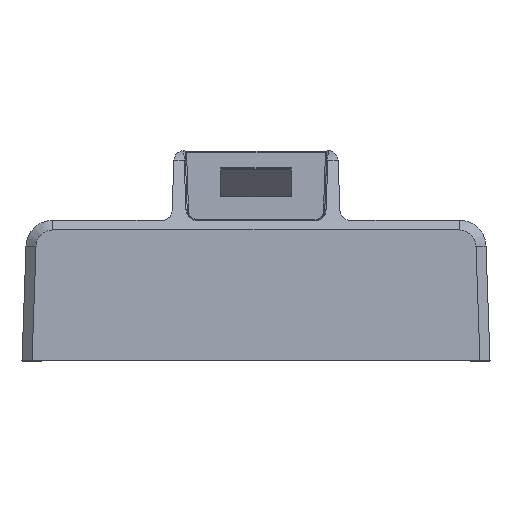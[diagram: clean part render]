
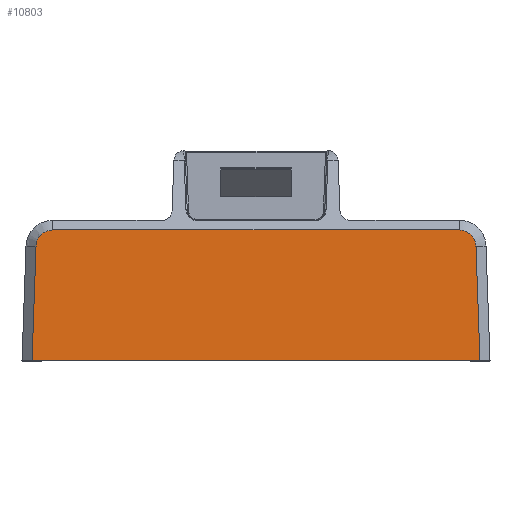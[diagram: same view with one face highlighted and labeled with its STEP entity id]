
A CAD part, top view. The second image highlights one B-rep face of the part: STEP entity #10803.
In plain terms, the highlighted planar face has unit normal (0, 0.035, 0.999).
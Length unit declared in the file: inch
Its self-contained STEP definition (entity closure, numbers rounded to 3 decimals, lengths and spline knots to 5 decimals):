
#495=PLANE('',#11663);
#1743=LINE('',#21849,#2850);
#1746=LINE('',#21900,#2853);
#1748=LINE('',#21964,#2855);
#1749=LINE('',#21966,#2856);
#2850=VECTOR('',#14436,0.85572);
#2853=VECTOR('',#14441,3.04051);
#2855=VECTOR('',#14447,0.85566);
#2856=VECTOR('',#14450,3.34991);
#3475=FACE_OUTER_BOUND('',#4044,.T.);
#4044=EDGE_LOOP('',(#10241,#10242,#10243,#10244,#10245,#10246));
#4175=B_SPLINE_CURVE_WITH_KNOTS('',3,(#21892,#21893,#21894,#21895,#21896),
 .UNSPECIFIED.,.F.,.F.,(4,1,4),(0.,0.00242,
0.00485),.UNSPECIFIED.);
#4176=B_SPLINE_CURVE_WITH_KNOTS('',3,(#21951,#21952,#21953,#21954,#21955,
#21956,#21957,#21958,#21959,#21960),.UNSPECIFIED.,.F.,.F.,(4,2,2,2,4),(0.,
0.14919,0.32118,0.49321,0.62194),
 .UNSPECIFIED.);
#5474=VERTEX_POINT('',#21845);
#5475=VERTEX_POINT('',#21847);
#5476=VERTEX_POINT('',#21890);
#5477=VERTEX_POINT('',#21898);
#5478=VERTEX_POINT('',#21949);
#5479=VERTEX_POINT('',#21962);
#7059=EDGE_CURVE('',#5474,#5475,#1743,.T.);
#7061=EDGE_CURVE('',#5475,#5476,#4175,.T.);
#7063=EDGE_CURVE('',#5476,#5477,#1746,.T.);
#7065=EDGE_CURVE('',#5477,#5478,#4176,.T.);
#7067=EDGE_CURVE('',#5478,#5479,#1748,.T.);
#7068=EDGE_CURVE('',#5479,#5474,#1749,.T.);
#10241=ORIENTED_EDGE('',*,*,#7067,.T.);
#10242=ORIENTED_EDGE('',*,*,#7068,.T.);
#10243=ORIENTED_EDGE('',*,*,#7059,.T.);
#10244=ORIENTED_EDGE('',*,*,#7061,.T.);
#10245=ORIENTED_EDGE('',*,*,#7063,.T.);
#10246=ORIENTED_EDGE('',*,*,#7065,.T.);
#10803=ADVANCED_FACE('',(#3475),#495,.T.);
#11663=AXIS2_PLACEMENT_3D('',#21967,#14451,#14452);
#14436=DIRECTION('',(-0.035,0.999,-0.035));
#14441=DIRECTION('',(-1.,0.,0.));
#14447=DIRECTION('',(-0.035,-0.999,0.035));
#14450=DIRECTION('',(1.,0.,0.));
#14451=DIRECTION('center_axis',(0.,0.035,0.999));
#14452=DIRECTION('ref_axis',(1.,0.,0.));
#21845=CARTESIAN_POINT('',(1.67495,0.,1.95825));
#21847=CARTESIAN_POINT('',(1.64511,0.85468,1.9284));
#21849=CARTESIAN_POINT('',(1.67495,0.,1.95825));
#21890=CARTESIAN_POINT('',(1.52028,0.97523,1.92419));
#21892=CARTESIAN_POINT('Ctrl Pts',(1.64511,0.85468,1.9284));
#21893=CARTESIAN_POINT('Ctrl Pts',(1.64411,0.88668,1.92729));
#21894=CARTESIAN_POINT('Ctrl Pts',(1.61589,0.9494,1.9251));
#21895=CARTESIAN_POINT('Ctrl Pts',(1.55229,0.97521,1.92419));
#21896=CARTESIAN_POINT('Ctrl Pts',(1.52028,0.97523,1.92419));
#21898=CARTESIAN_POINT('',(-1.52023,0.97523,1.92419));
#21900=CARTESIAN_POINT('',(1.52028,0.97523,1.92419));
#21949=CARTESIAN_POINT('',(-1.64511,0.85462,1.92841));
#21951=CARTESIAN_POINT('Ctrl Pts',(-1.52023,0.97523,
1.92419));
#21952=CARTESIAN_POINT('Ctrl Pts',(-1.53981,0.97523,
1.92419));
#21953=CARTESIAN_POINT('Ctrl Pts',(-1.55621,0.97056,
1.92436));
#21954=CARTESIAN_POINT('Ctrl Pts',(-1.58279,0.95942,
1.92475));
#21955=CARTESIAN_POINT('Ctrl Pts',(-1.59596,0.95089,
1.92504));
#21956=CARTESIAN_POINT('Ctrl Pts',(-1.61815,0.92945,1.92579));
#21957=CARTESIAN_POINT('Ctrl Pts',(-1.62714,0.91658,
1.92624));
#21958=CARTESIAN_POINT('Ctrl Pts',(-1.63842,0.89208,1.9271));
#21959=CARTESIAN_POINT('Ctrl Pts',(-1.64437,0.87582,
1.92767));
#21960=CARTESIAN_POINT('Ctrl Pts',(-1.64511,0.85462,
1.92841));
#21962=CARTESIAN_POINT('',(-1.67495,0.,1.95825));
#21964=CARTESIAN_POINT('',(-1.64511,0.85462,1.92841));
#21966=CARTESIAN_POINT('',(-1.67495,0.,1.95825));
#21967=CARTESIAN_POINT('Origin',(-1.75,0.,1.95825));
